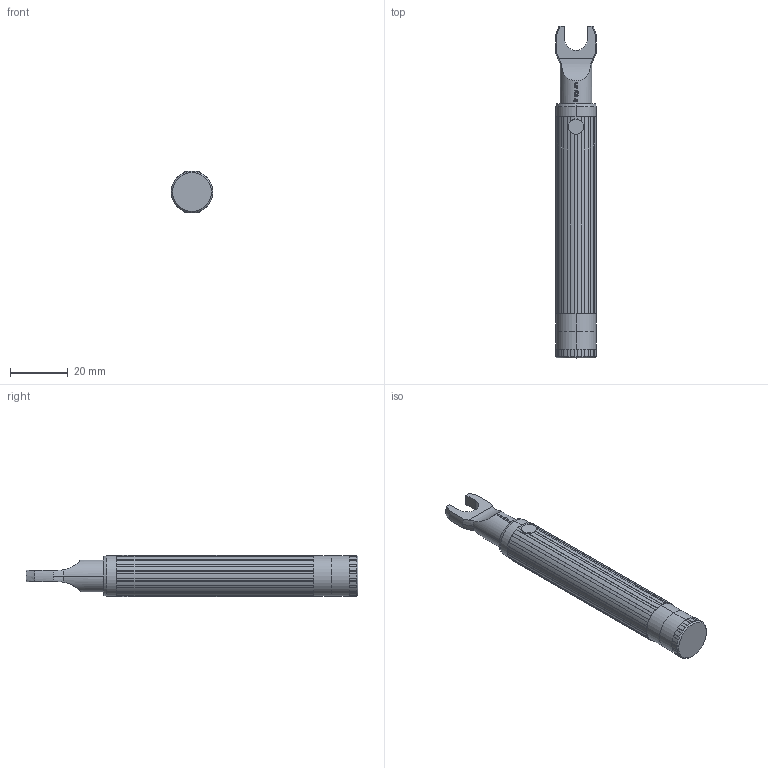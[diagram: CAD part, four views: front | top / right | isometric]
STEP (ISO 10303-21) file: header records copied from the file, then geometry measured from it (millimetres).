
FILE_DESCRIPTION (( 'STEP AP203' ), '1' );
FILE_NAME ('INGUN_DW-GS-SW8-xx.STEP', '2022-03-10T08:29:54', ( 'ochi' ), ( '' ), 'SwSTEP 2.0', 'SolidWorks 2018', '' );
FILE_SCHEMA (( 'CONFIG_CONTROL_DESIGN' ));
Length unit declared in the file: millimetre
Products named in the file (1): INGUN_DW-GS-SW8-xx
Bounding box: 14.49 x 115 x 14.5 mm (x, y, z)
Volume: 15792.3 mm3; surface area: 5385.6 mm2
Topology: 1 solids, 1 shells, 266 faces, 756 edges, 503 vertices
Faces by surface type: plane 172, cylinder 63, bspline 22, cone 9
Entity records: 9194 total; most frequent: CARTESIAN_POINT 2478, ORIENTED_EDGE 1512, DIRECTION 1217, EDGE_CURVE 756, VERTEX_POINT 503, VECTOR 425, LINE 425, AXIS2_PLACEMENT_3D 396
